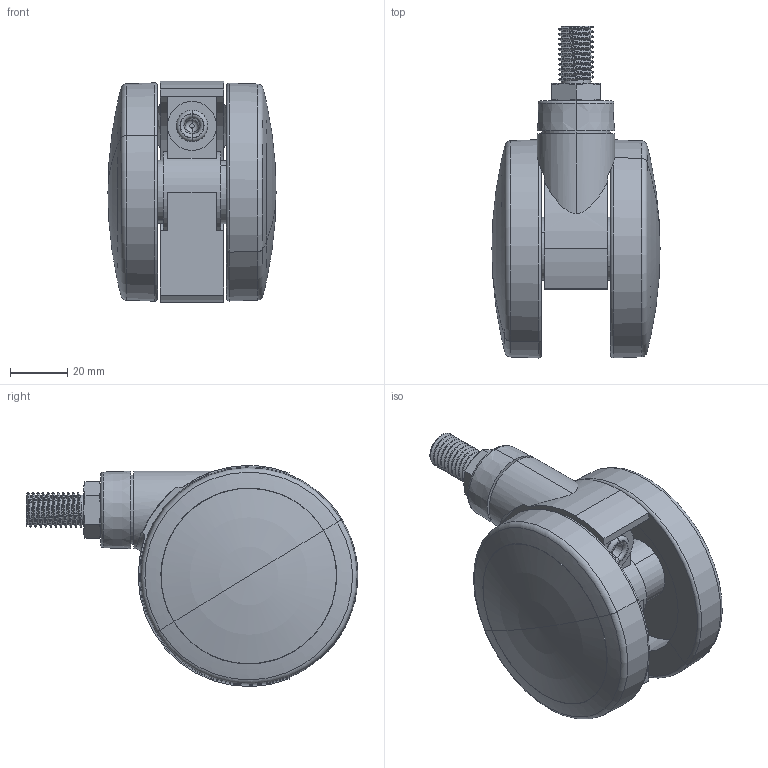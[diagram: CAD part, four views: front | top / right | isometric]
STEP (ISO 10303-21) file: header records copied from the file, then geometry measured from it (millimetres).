
FILE_DESCRIPTION (( 'STEP AP203' ), '1' );
FILE_NAME ('ACMCT_76SS_3D.STEP', '2020-07-13T08:35:29', ( '' ), ( '' ), 'SwSTEP 2.0', 'SolidWorks 2020', '' );
FILE_SCHEMA (( 'CONFIG_CONTROL_DESIGN' ));
Length unit declared in the file: millimetre
Products named in the file (4): 76 NON BRAKE TYPE FRAME; ACMC-76 WHEEL; ACMCT-76 SS TYPE TOP PLATE; ACMCT_76SS_3D
Assembly tree (4 placements, depth 2):
  ACMCT_76SS_3D
    76 NON BRAKE TYPE FRAME
    ACMC-76 WHEEL  x2
    ACMCT-76 SS TYPE TOP PLATE
Bounding box: 58.5 x 115.49 x 76.99 mm (x, y, z)
Volume: 164919.4 mm3; surface area: 47171.7 mm2
Topology: 4 solids, 4 shells, 163 faces, 402 edges, 256 vertices
Faces by surface type: cylinder 69, plane 40, cone 26, torus 24, bspline 4
Entity records: 10146 total; most frequent: CARTESIAN_POINT 6558, ORIENTED_EDGE 684, DIRECTION 646, EDGE_CURVE 342, AXIS2_PLACEMENT_3D 265, VERTEX_POINT 221, EDGE_LOOP 147, ADVANCED_FACE 137
